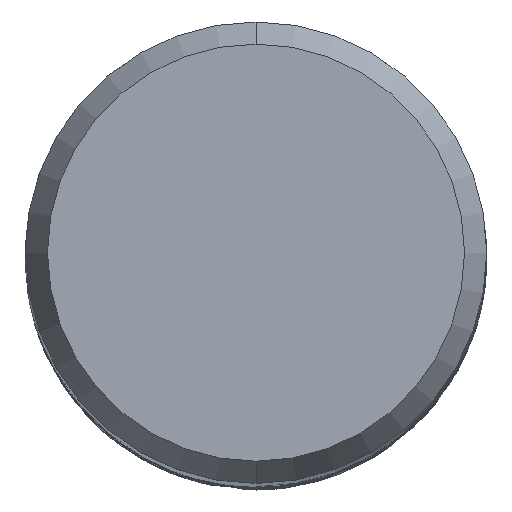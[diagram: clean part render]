
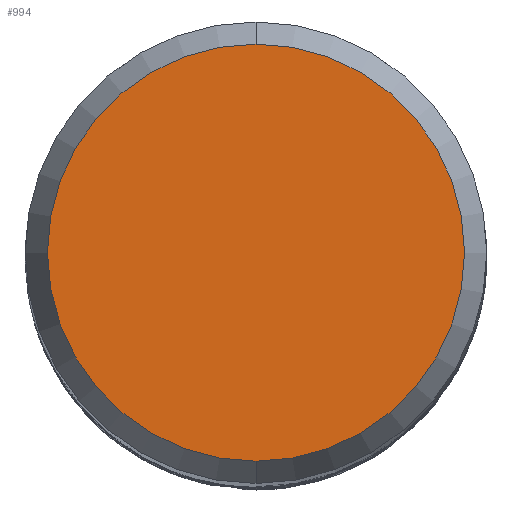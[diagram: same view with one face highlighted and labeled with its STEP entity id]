
A CAD part, top view. The second image highlights one B-rep face of the part: STEP entity #994.
In plain terms, the highlighted planar face has unit normal (0, 0, 1).
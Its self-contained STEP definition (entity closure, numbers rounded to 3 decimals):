
#690=VERTEX_POINT('',#1828);
#994=ADVANCED_FACE('',(#2163),#2164,.T.);
#1082=EDGE_CURVE('',#1490,#690,#2259,.T.);
#1490=VERTEX_POINT('',#2705);
#1538=EDGE_CURVE('',#690,#1490,#2756,.T.);
#1828=CARTESIAN_POINT('',(0.0,5.423,0.0));
#2163=FACE_OUTER_BOUND('',#8179,.T.);
#2164=PLANE('',#8180);
#2259=CIRCLE('',#9375,5.423);
#2705=CARTESIAN_POINT('',(0.,-5.423,0.0));
#2756=CIRCLE('',#13903,5.423);
#8179=EDGE_LOOP('',(#17381,#17382));
#8180=AXIS2_PLACEMENT_3D('',#17383,#17384,#17385);
#9375=AXIS2_PLACEMENT_3D('',#17448,#17449,#17450);
#13903=AXIS2_PLACEMENT_3D('',#17975,#17976,#17977);
#17381=ORIENTED_EDGE('',*,*,#1538,.F.);
#17382=ORIENTED_EDGE('',*,*,#1082,.F.);
#17383=CARTESIAN_POINT('',(0.0,2.711,0.0));
#17384=DIRECTION('',(-0.0,0.0,1.0));
#17385=DIRECTION('',(0.0,-1.0,0.0));
#17448=CARTESIAN_POINT('',(0.0,0.0,0.0));
#17449=DIRECTION('',(0.0,0.0,-1.0));
#17450=DIRECTION('',(0.0,1.0,0.0));
#17975=CARTESIAN_POINT('',(0.0,0.0,0.0));
#17976=DIRECTION('',(0.0,0.0,-1.0));
#17977=DIRECTION('',(0.0,1.0,0.0));
